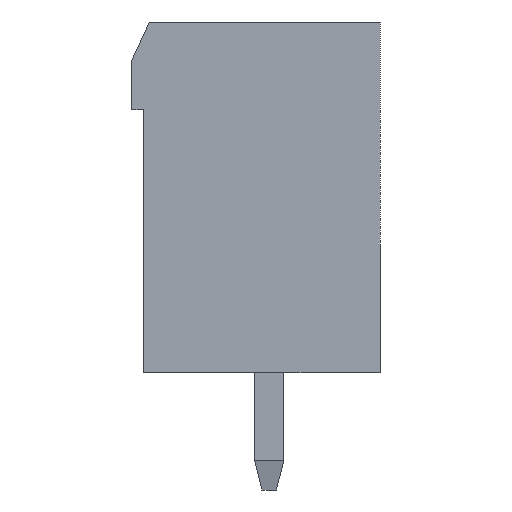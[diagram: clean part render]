
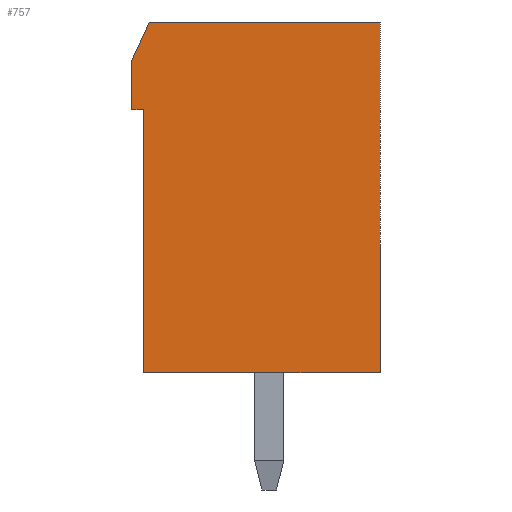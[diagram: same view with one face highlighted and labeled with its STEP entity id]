
A CAD part, left-side view. The second image highlights one B-rep face of the part: STEP entity #757.
In plain terms, the highlighted planar face has unit normal (-1, 0, 0).
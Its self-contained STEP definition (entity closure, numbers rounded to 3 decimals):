
#757 = ADVANCED_FACE( '', ( #1857 ), #1858, .F. );
#1857 = FACE_OUTER_BOUND( '', #3405, .T. );
#1858 = PLANE( '', #3406 );
#3405 = EDGE_LOOP( '', ( #5169, #5170, #5171, #5172, #5173, #5174, #5175 ) );
#3406 = AXIS2_PLACEMENT_3D( '', #5176, #5177, #5178 );
#5169 = ORIENTED_EDGE( '', *, *, #9723, .F. );
#5170 = ORIENTED_EDGE( '', *, *, #9724, .F. );
#5171 = ORIENTED_EDGE( '', *, *, #9673, .F. );
#5172 = ORIENTED_EDGE( '', *, *, #9725, .F. );
#5173 = ORIENTED_EDGE( '', *, *, #9726, .F. );
#5174 = ORIENTED_EDGE( '', *, *, #9727, .F. );
#5175 = ORIENTED_EDGE( '', *, *, #9728, .F. );
#5176 = CARTESIAN_POINT( '', ( -35., 0., 0. ) );
#5177 = DIRECTION( '', ( 1., 0., 0. ) );
#5178 = DIRECTION( '', ( 0., 0., -1. ) );
#9673 = EDGE_CURVE( '', #11657, #11659, #11660, .T. );
#9723 = EDGE_CURVE( '', #11751, #11752, #11753, .T. );
#9724 = EDGE_CURVE( '', #11659, #11751, #11754, .T. );
#9725 = EDGE_CURVE( '', #11755, #11657, #11756, .T. );
#9726 = EDGE_CURVE( '', #11757, #11755, #11758, .T. );
#9727 = EDGE_CURVE( '', #11759, #11757, #11760, .T. );
#9728 = EDGE_CURVE( '', #11752, #11759, #11761, .T. );
#11657 = VERTEX_POINT( '', #14541 );
#11659 = VERTEX_POINT( '', #14544 );
#11660 = LINE( '', #14545, #14546 );
#11751 = VERTEX_POINT( '', #14678 );
#11752 = VERTEX_POINT( '', #14679 );
#11753 = LINE( '', #14680, #14681 );
#11754 = LINE( '', #14682, #14683 );
#11755 = VERTEX_POINT( '', #14684 );
#11756 = LINE( '', #14685, #14686 );
#11757 = VERTEX_POINT( '', #14687 );
#11758 = LINE( '', #14688, #14689 );
#11759 = VERTEX_POINT( '', #14690 );
#11760 = LINE( '', #14691, #14692 );
#11761 = LINE( '', #14693, #14694 );
#14541 = CARTESIAN_POINT( '', ( -35., 4.25, 3. ) );
#14544 = CARTESIAN_POINT( '', ( -35., 4.25, 4.7 ) );
#14545 = CARTESIAN_POINT( '', ( -35., 4.25, 3. ) );
#14546 = VECTOR( '', #18519, 1000. );
#14678 = CARTESIAN_POINT( '', ( -35., 3.65, 6. ) );
#14679 = CARTESIAN_POINT( '', ( -35., -4.25, 6. ) );
#14680 = CARTESIAN_POINT( '', ( -35., 3.65, 6. ) );
#14681 = VECTOR( '', #18567, 1000. );
#14682 = CARTESIAN_POINT( '', ( -35., 4.25, 4.7 ) );
#14683 = VECTOR( '', #18568, 1000. );
#14684 = CARTESIAN_POINT( '', ( -35., 3.85, 3. ) );
#14685 = CARTESIAN_POINT( '', ( -35., 3.85, 3. ) );
#14686 = VECTOR( '', #18569, 1000. );
#14687 = CARTESIAN_POINT( '', ( -35., 3.85, -6. ) );
#14688 = CARTESIAN_POINT( '', ( -35., 3.85, -6. ) );
#14689 = VECTOR( '', #18570, 1000. );
#14690 = CARTESIAN_POINT( '', ( -35., -4.25, -6. ) );
#14691 = CARTESIAN_POINT( '', ( -35., -4.25, -6. ) );
#14692 = VECTOR( '', #18571, 1000. );
#14693 = CARTESIAN_POINT( '', ( -35., -4.25, 6. ) );
#14694 = VECTOR( '', #18572, 1000. );
#18519 = DIRECTION( '', ( 0., 0., 1. ) );
#18567 = DIRECTION( '', ( 0., -1., 0. ) );
#18568 = DIRECTION( '', ( 0., -0.419, 0.908 ) );
#18569 = DIRECTION( '', ( 0., 1., 0. ) );
#18570 = DIRECTION( '', ( 0., 0., 1. ) );
#18571 = DIRECTION( '', ( 0., 1., 0. ) );
#18572 = DIRECTION( '', ( 0., 0., -1. ) );
